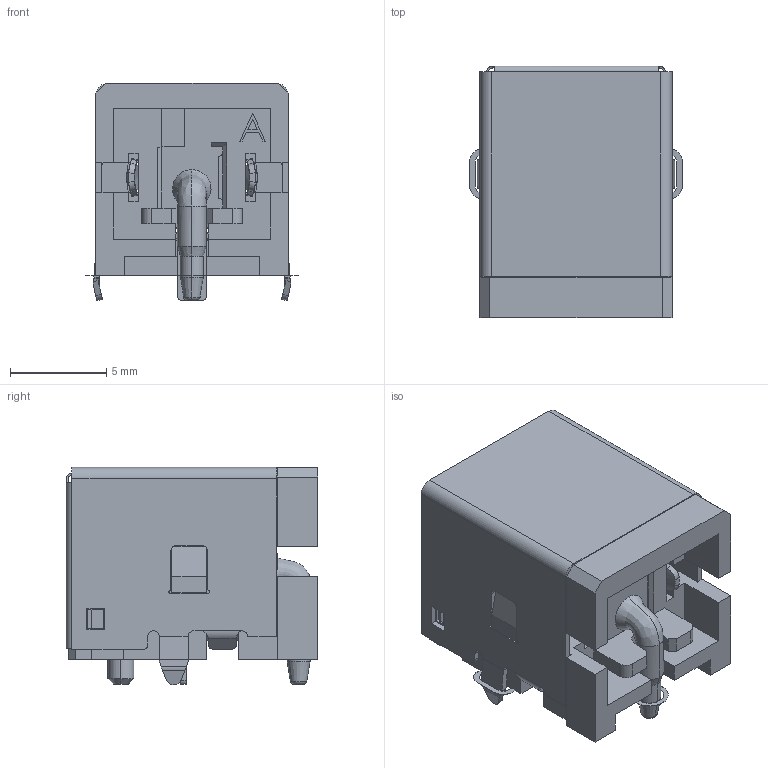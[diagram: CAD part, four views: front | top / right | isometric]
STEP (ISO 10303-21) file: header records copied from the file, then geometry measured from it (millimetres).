
FILE_DESCRIPTION(/* description */ (''),/* implementation_level */ '2;1');
FILE_NAME(/* name */ '064-0535-000_2.stp',/* time_stamp */ '2023-11-01T20:46:29+03:00',/* author */ (''),/* organization */ (''),/* preprocessor_version */ 'ST-DEVELOPER v16.7',/* originating_system */ 'SIEMENS PLM Software NX 12.0',/* authorisation */ '');
FILE_SCHEMA (('AUTOMOTIVE_DESIGN { 1 0 10303 214 3 1 1 1 }'));
Length unit declared in the file: millimetre
Products named in the file (1): 064-0535-000_2
Bounding box: 11.1 x 13.1 x 11.31 mm (x, y, z)
Volume: 708.6 mm3; surface area: 2132.6 mm2
Topology: 4 solids, 6 shells, 771 faces, 2240 edges, 1467 vertices
Faces by surface type: plane 448, cylinder 217, bspline 39, cone 37, torus 28, sphere 2
Entity records: 28474 total; most frequent: CARTESIAN_POINT 8113, ORIENTED_EDGE 4476, DIRECTION 3916, EDGE_CURVE 2238, VERTEX_POINT 1467, LINE 1390, VECTOR 1390, AXIS2_PLACEMENT_3D 1263
